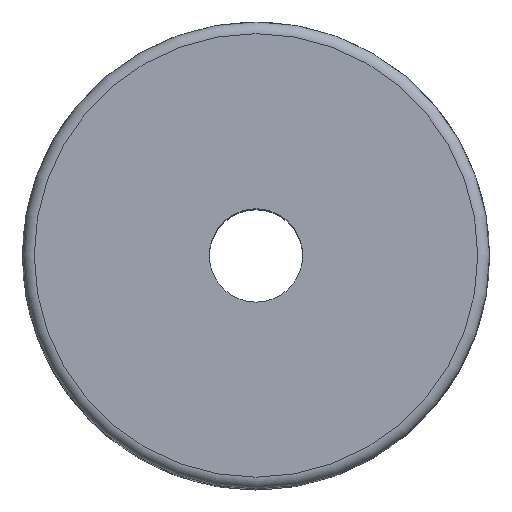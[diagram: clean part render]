
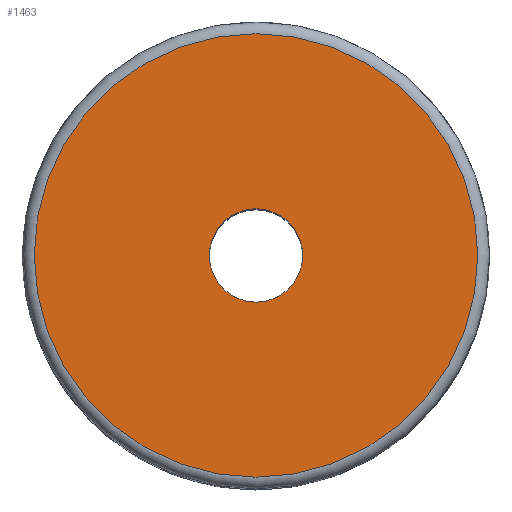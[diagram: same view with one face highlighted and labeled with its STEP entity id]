
A CAD part, top view. The second image highlights one B-rep face of the part: STEP entity #1463.
In plain terms, the highlighted planar face has unit normal (0, 0, 1).
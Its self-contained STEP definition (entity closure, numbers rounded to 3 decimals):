
#30=FACE_BOUND('',#413,.T.);
#48=PLANE('',#1712);
#316=FACE_OUTER_BOUND('',#412,.T.);
#412=EDGE_LOOP('',(#1363));
#413=EDGE_LOOP('',(#1364));
#522=CIRCLE('',#1651,19.);
#524=CIRCLE('',#1654,4.);
#668=VERTEX_POINT('',#2634);
#670=VERTEX_POINT('',#2640);
#867=EDGE_CURVE('',#668,#668,#522,.T.);
#870=EDGE_CURVE('',#670,#670,#524,.T.);
#1363=ORIENTED_EDGE('',*,*,#867,.T.);
#1364=ORIENTED_EDGE('',*,*,#870,.T.);
#1463=ADVANCED_FACE('',(#316,#30),#48,.F.);
#1651=AXIS2_PLACEMENT_3D('',#2636,#2102,#2103);
#1654=AXIS2_PLACEMENT_3D('',#2642,#2109,#2110);
#1712=AXIS2_PLACEMENT_3D('',#2822,#2238,#2239);
#2102=DIRECTION('center_axis',(0.,0.,1.));
#2103=DIRECTION('ref_axis',(0.5,0.866,0.));
#2109=DIRECTION('center_axis',(0.,0.,-1.));
#2110=DIRECTION('ref_axis',(0.5,0.866,0.));
#2238=DIRECTION('center_axis',(0.,0.,-1.));
#2239=DIRECTION('ref_axis',(0.5,0.866,0.));
#2634=CARTESIAN_POINT('',(-9.5,-16.454,55.3));
#2636=CARTESIAN_POINT('Origin',(0.,0.,
55.3));
#2640=CARTESIAN_POINT('',(2.,3.464,55.3));
#2642=CARTESIAN_POINT('Origin',(0.,0.,
55.3));
#2822=CARTESIAN_POINT('Origin',(0.,0.,
55.3));
